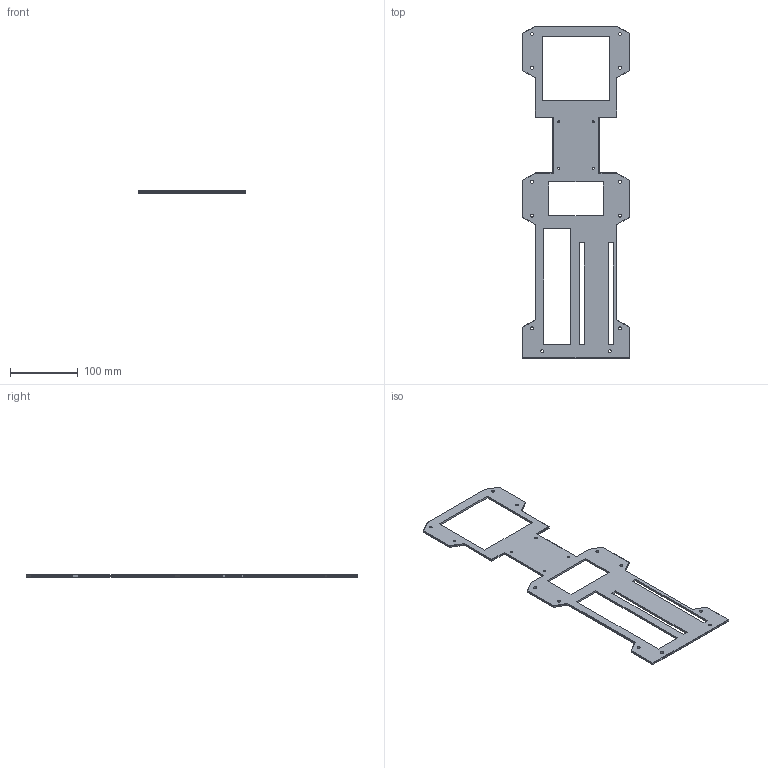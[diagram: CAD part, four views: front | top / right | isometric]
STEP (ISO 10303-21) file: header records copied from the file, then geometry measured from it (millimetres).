
FILE_DESCRIPTION(/* description */ (''),/* implementation_level */ '2;1');
FILE_NAME(/* name */ 'top-bracket_v2.step',/* time_stamp */ '2023-01-15T12:01:23-08:00',/* author */ (''),/* organization */ (''),/* preprocessor_version */ 'ST-DEVELOPER v19.2',/* originating_system */ 'Autodesk Translation Framework v11.17.0.187',/* authorisation */ '');
FILE_SCHEMA (('AUTOMOTIVE_DESIGN { 1 0 10303 214 3 1 1 }'));
Length unit declared in the file: millimetre
Products named in the file (1): top-bracket
Bounding box: 158 x 490.24 x 3 mm (x, y, z)
Volume: 116069.5 mm3; surface area: 86971.5 mm2
Topology: 1 solids, 1 shells, 122 faces, 304 edges, 184 vertices
Faces by surface type: plane 106, cylinder 16
Full cylindrical faces by diameter (mm): 3.175 x4, 4.3 x12
Entity records: 3645 total; most frequent: CARTESIAN_POINT 611, ORIENTED_EDGE 608, DIRECTION 582, EDGE_CURVE 304, LINE 272, VECTOR 272, VERTEX_POINT 184, EDGE_LOOP 164
